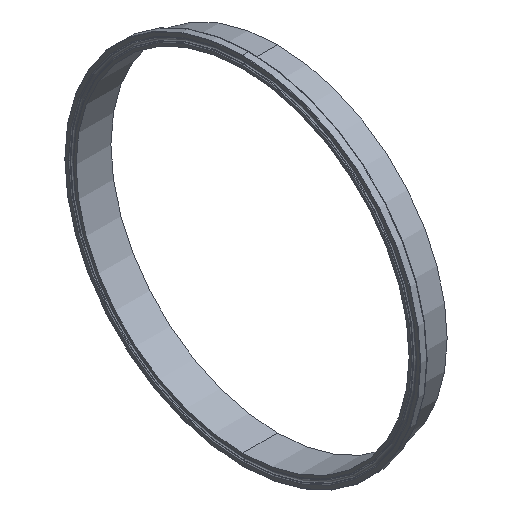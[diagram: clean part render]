
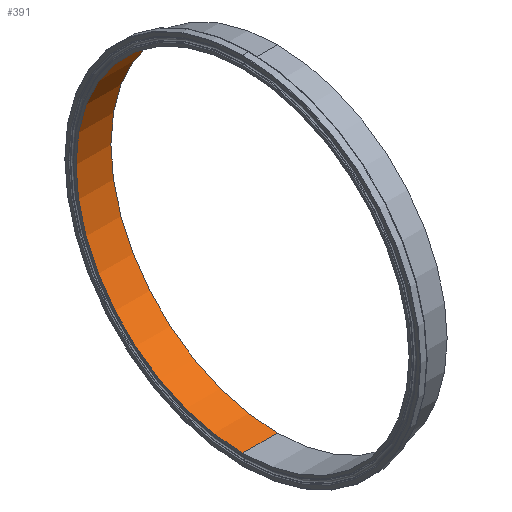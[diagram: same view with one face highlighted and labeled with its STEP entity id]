
A CAD part, isometric view. The second image highlights one B-rep face of the part: STEP entity #391.
In plain terms, the highlighted cylindrical face has radius 133.9 mm (diameter 267.8 mm), a partial arc.
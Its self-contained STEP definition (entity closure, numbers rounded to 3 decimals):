
#2 = AXIS2_PLACEMENT_3D ( 'NONE', #369, #424, #76 ) ;
#6 = CARTESIAN_POINT ( 'NONE',  ( 0., 0., 0. ) ) ;
#76 = DIRECTION ( 'NONE',  ( 0., 0., 1. ) ) ;
#93 = DIRECTION ( 'NONE',  ( -1., 0., 0. ) ) ;
#105 = VERTEX_POINT ( 'NONE', #515 ) ;
#114 = CARTESIAN_POINT ( 'NONE',  ( 0., 0., 133.9 ) ) ;
#128 = FACE_OUTER_BOUND ( 'NONE', #538, .T. ) ;
#129 = ORIENTED_EDGE ( 'NONE', *, *, #570, .F. ) ;
#149 = DIRECTION ( 'NONE',  ( -1., 0., 0. ) ) ;
#159 = LINE ( 'NONE', #273, #206 ) ;
#200 = VERTEX_POINT ( 'NONE', #409 ) ;
#206 = VECTOR ( 'NONE', #93, 1000. ) ;
#259 = DIRECTION ( 'NONE',  ( 0., 0., 1. ) ) ;
#265 = LINE ( 'NONE', #372, #637 ) ;
#273 = CARTESIAN_POINT ( 'NONE',  ( 0., 0., -133.9 ) ) ;
#323 = CIRCLE ( 'NONE', #746, 133.9 ) ;
#329 = CIRCLE ( 'NONE', #2, 133.9 ) ;
#354 = DIRECTION ( 'NONE',  ( 0., 0., 1. ) ) ;
#369 = CARTESIAN_POINT ( 'NONE',  ( 0., 0., 0. ) ) ;
#372 = CARTESIAN_POINT ( 'NONE',  ( 0., 0., 133.9 ) ) ;
#374 = VERTEX_POINT ( 'NONE', #511 ) ;
#384 = EDGE_CURVE ( 'NONE', #105, #200, #323, .T. ) ;
#391 = ADVANCED_FACE ( 'NONE', ( #128 ), #481, .F. ) ;
#403 = DIRECTION ( 'NONE',  ( -1., 0., 0. ) ) ;
#409 = CARTESIAN_POINT ( 'NONE',  ( 28., 0., -133.9 ) ) ;
#424 = DIRECTION ( 'NONE',  ( -1., 0., 0. ) ) ;
#481 = CYLINDRICAL_SURFACE ( 'NONE', #600, 133.9 ) ;
#511 = CARTESIAN_POINT ( 'NONE',  ( 0., 0., -133.9 ) ) ;
#514 = EDGE_CURVE ( 'NONE', #581, #374, #329, .T. ) ;
#515 = CARTESIAN_POINT ( 'NONE',  ( 28., 0., 133.9 ) ) ;
#534 = EDGE_CURVE ( 'NONE', #105, #581, #265, .T. ) ;
#538 = EDGE_LOOP ( 'NONE', ( #129, #562, #718, #569 ) ) ;
#562 = ORIENTED_EDGE ( 'NONE', *, *, #384, .F. ) ;
#569 = ORIENTED_EDGE ( 'NONE', *, *, #514, .T. ) ;
#570 = EDGE_CURVE ( 'NONE', #200, #374, #159, .T. ) ;
#581 = VERTEX_POINT ( 'NONE', #114 ) ;
#590 = DIRECTION ( 'NONE',  ( -1., 0., 0. ) ) ;
#600 = AXIS2_PLACEMENT_3D ( 'NONE', #6, #590, #259 ) ;
#637 = VECTOR ( 'NONE', #149, 1000. ) ;
#718 = ORIENTED_EDGE ( 'NONE', *, *, #534, .T. ) ;
#746 = AXIS2_PLACEMENT_3D ( 'NONE', #748, #403, #354 ) ;
#748 = CARTESIAN_POINT ( 'NONE',  ( 28., 0., 0. ) ) ;
